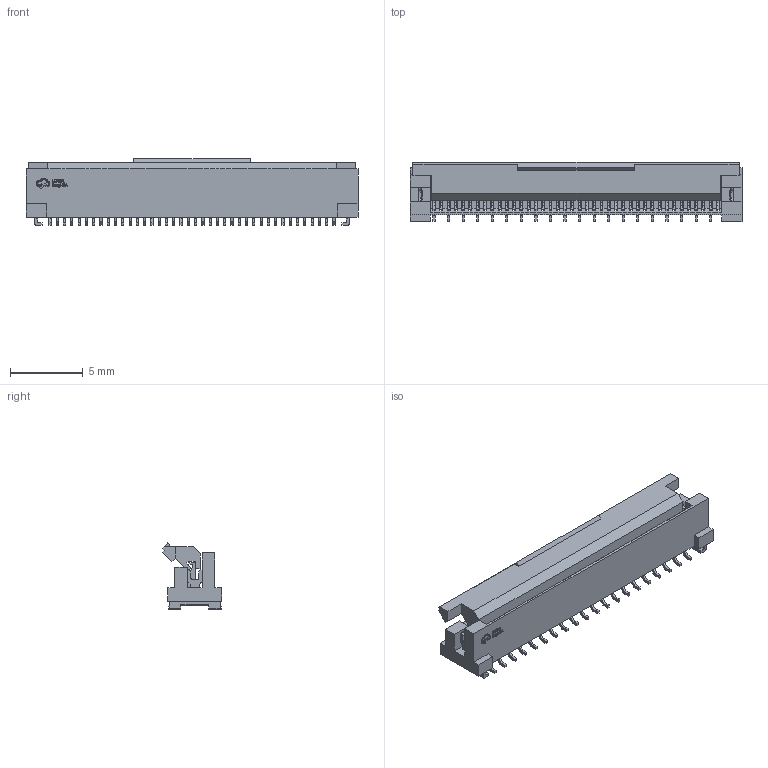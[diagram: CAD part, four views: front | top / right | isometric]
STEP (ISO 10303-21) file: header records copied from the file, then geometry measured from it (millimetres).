
FILE_DESCRIPTION (( 'STEP AP214' ), '1' );
FILE_NAME ('FPC-SMD_5019514000.step', '2022-07-06T11:02:04', ( '' ), ( '' ), 'SwSTEP 2.0', 'SolidWorks 2020', '' );
FILE_SCHEMA (( 'AUTOMOTIVE_DESIGN' ));
Length unit declared in the file: millimetre
Products named in the file (1): FPC-SMD_5019514000
Bounding box: 22.8 x 4.08 x 4.6 mm (x, y, z)
Volume: 152.7 mm3; surface area: 962.2 mm2
Topology: 43 solids, 43 shells, 1719 faces, 4870 edges, 3214 vertices
Faces by surface type: plane 1529, bspline 98, cylinder 92
Entity records: 74642 total; most frequent: CARTESIAN_POINT 11110, ORIENTED_EDGE 9740, DIRECTION 8098, EDGE_CURVE 4870, LINE 4486, VECTOR 4486, VERTEX_POINT 3214, AXIS2_PLACEMENT_3D 1806
